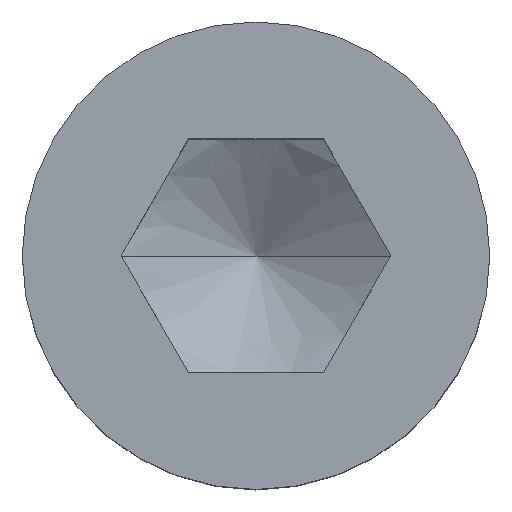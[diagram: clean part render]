
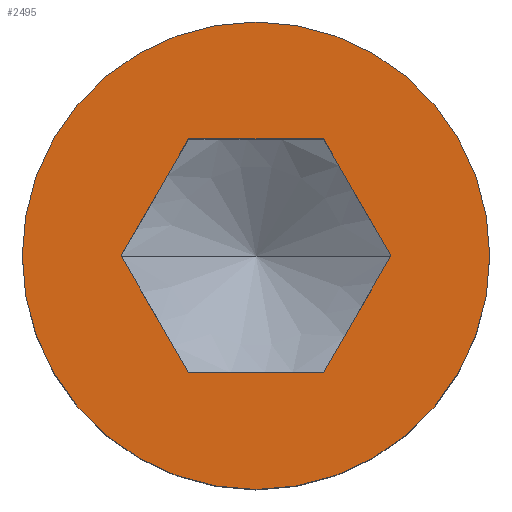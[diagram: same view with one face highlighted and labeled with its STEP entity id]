
A CAD part, top view. The second image highlights one B-rep face of the part: STEP entity #2495.
In plain terms, the highlighted planar face has unit normal (0, 0, 1).
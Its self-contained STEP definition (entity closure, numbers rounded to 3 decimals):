
#903=VERTEX_POINT('',#2635);
#945=VERTEX_POINT('',#2679);
#991=VERTEX_POINT('',#2732);
#1337=EDGE_CURVE('',#1367,#1453,#3115,.T.);
#1367=VERTEX_POINT('',#3149);
#1453=VERTEX_POINT('',#3248);
#1513=EDGE_CURVE('',#945,#991,#3317,.T.);
#1563=EDGE_CURVE('',#903,#2523,#3370,.T.);
#1577=EDGE_CURVE('',#1453,#1367,#3385,.T.);
#1655=EDGE_CURVE('',#1999,#1761,#3475,.T.);
#1661=EDGE_CURVE('',#1761,#903,#3481,.T.);
#1723=EDGE_CURVE('',#2523,#945,#3551,.T.);
#1761=VERTEX_POINT('',#3594);
#1999=VERTEX_POINT('',#3862);
#2465=EDGE_CURVE('',#991,#1999,#4378,.T.);
#2495=ADVANCED_FACE('',(#4412,#4413),#4414,.T.);
#2523=VERTEX_POINT('',#4444);
#2635=CARTESIAN_POINT('',(-2.887,5.0,12.0));
#2679=CARTESIAN_POINT('',(5.774,0.0,12.0));
#2732=CARTESIAN_POINT('',(2.887,-5.0,12.0));
#3115=CIRCLE('',#5262,10.0);
#3149=CARTESIAN_POINT('',(-10.0,0.0,12.0));
#3248=CARTESIAN_POINT('',(10.0,0.,12.0));
#3317=LINE('',#5542,#5543);
#3370=LINE('',#5620,#5621);
#3385=CIRCLE('',#5643,10.0);
#3475=LINE('',#5767,#5768);
#3481=LINE('',#5779,#5780);
#3551=LINE('',#5878,#5879);
#3594=CARTESIAN_POINT('',(-5.774,0.0,12.0));
#3862=CARTESIAN_POINT('',(-2.887,-5.0,12.0));
#4378=LINE('',#7067,#7068);
#4412=FACE_OUTER_BOUND('',#7110,.T.);
#4413=FACE_BOUND('',#7111,.T.);
#4414=PLANE('',#7112);
#4444=CARTESIAN_POINT('',(2.887,5.0,12.0));
#5262=AXIS2_PLACEMENT_3D('',#7849,#7850,#7851);
#5542=CARTESIAN_POINT('',(3.608,-3.75,12.0));
#5543=VECTOR('',#8116,1.0);
#5620=CARTESIAN_POINT('',(1.443,5.0,12.0));
#5621=VECTOR('',#8164,1.0);
#5643=AXIS2_PLACEMENT_3D('',#8176,#8177,#8178);
#5767=CARTESIAN_POINT('',(-5.052,-1.25,12.0));
#5768=VECTOR('',#8303,1.0);
#5779=CARTESIAN_POINT('',(-3.608,3.75,12.0));
#5780=VECTOR('',#8306,1.0);
#5878=CARTESIAN_POINT('',(5.052,1.25,12.0));
#5879=VECTOR('',#8388,1.0);
#7067=CARTESIAN_POINT('',(-1.443,-5.0,12.0));
#7068=VECTOR('',#9317,1.0);
#7110=EDGE_LOOP('',(#9355,#9356));
#7111=EDGE_LOOP('',(#9357,#9358,#9359,#9360,#9361,#9362));
#7112=AXIS2_PLACEMENT_3D('',#9363,#9364,#9365);
#7849=CARTESIAN_POINT('',(0.0,0.0,12.0));
#7850=DIRECTION('',(0.0,0.0,1.0));
#7851=DIRECTION('',(1.0,0.0,0.0));
#8116=DIRECTION('',(-0.5,-0.866,0.0));
#8164=DIRECTION('',(1.0,0.0,0.0));
#8176=CARTESIAN_POINT('',(0.0,0.0,12.0));
#8177=DIRECTION('',(0.0,0.0,1.0));
#8178=DIRECTION('',(1.0,0.0,0.0));
#8303=DIRECTION('',(-0.5,0.866,0.0));
#8306=DIRECTION('',(0.5,0.866,0.0));
#8388=DIRECTION('',(0.5,-0.866,0.0));
#9317=DIRECTION('',(-1.0,0.0,0.0));
#9355=ORIENTED_EDGE('',*,*,#1337,.T.);
#9356=ORIENTED_EDGE('',*,*,#1577,.T.);
#9357=ORIENTED_EDGE('',*,*,#1655,.T.);
#9358=ORIENTED_EDGE('',*,*,#1661,.T.);
#9359=ORIENTED_EDGE('',*,*,#1563,.T.);
#9360=ORIENTED_EDGE('',*,*,#1723,.T.);
#9361=ORIENTED_EDGE('',*,*,#1513,.T.);
#9362=ORIENTED_EDGE('',*,*,#2465,.T.);
#9363=CARTESIAN_POINT('',(-7.388,0.,12.0));
#9364=DIRECTION('',(0.0,0.0,1.0));
#9365=DIRECTION('',(-1.0,0.,0.0));
